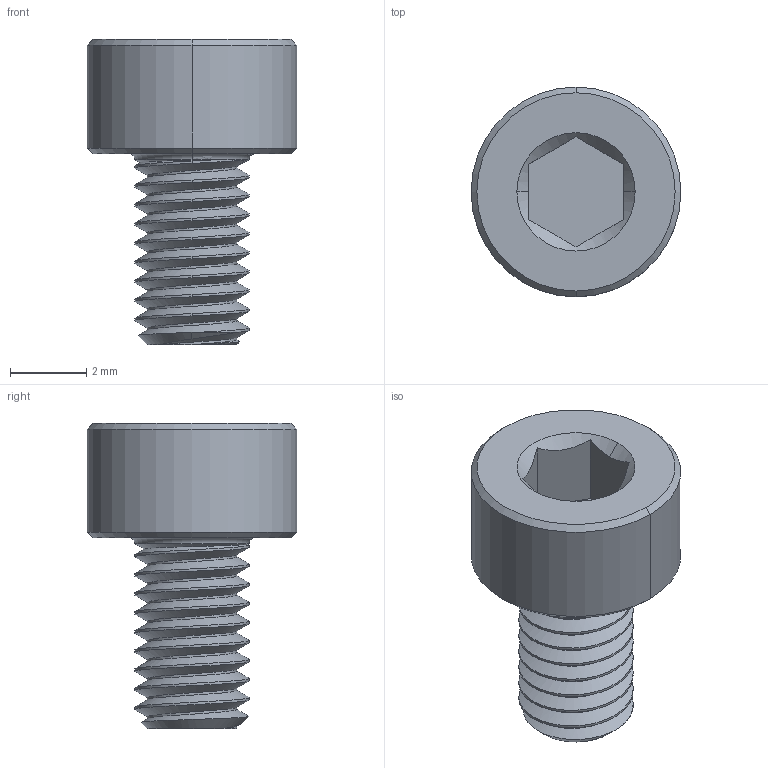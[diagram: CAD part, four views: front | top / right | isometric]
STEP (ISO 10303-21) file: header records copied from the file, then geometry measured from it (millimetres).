
FILE_DESCRIPTION (( 'STEP AP203' ), '1' );
FILE_NAME ('91290A110_Alloy Steel Socket Head Screw.STEP', '2023-01-11T17:15:45', ( 'Administrator' ), ( 'Managed by Terraform' ), 'SwSTEP 2.0', 'SolidWorks 2017', '' );
FILE_SCHEMA (( 'CONFIG_CONTROL_DESIGN' ));
Length unit declared in the file: millimetre
Products named in the file (1): 91290A110_Alloy Steel Socket Head Screw
Bounding box: 5.5 x 5.5 x 8 mm (x, y, z)
Volume: 88.2 mm3; surface area: 181.6 mm2
Topology: 1 solids, 1 shells, 48 faces, 122 edges, 78 vertices
Faces by surface type: cylinder 21, cone 12, plane 10, bspline 3, torus 2
Entity records: 2717 total; most frequent: CARTESIAN_POINT 1630, ORIENTED_EDGE 244, DIRECTION 178, EDGE_CURVE 122, VERTEX_POINT 78, AXIS2_PLACEMENT_3D 68, EDGE_LOOP 50, ADVANCED_FACE 48
